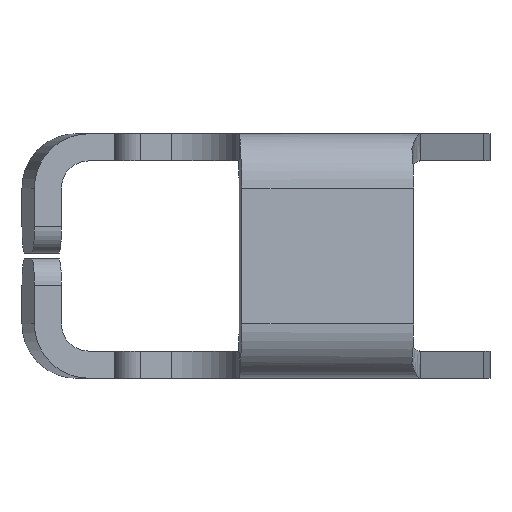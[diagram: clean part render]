
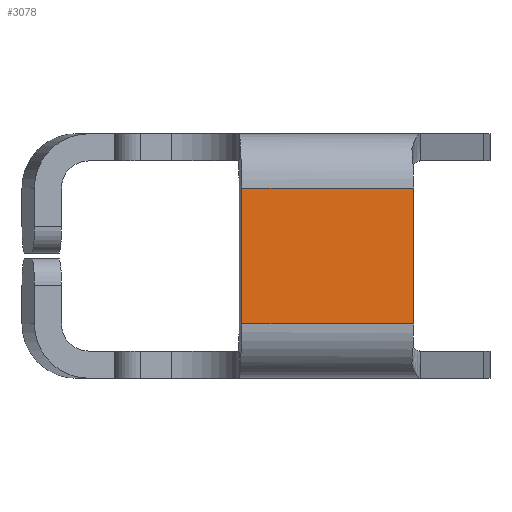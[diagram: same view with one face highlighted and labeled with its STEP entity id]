
A CAD part, front view. The second image highlights one B-rep face of the part: STEP entity #3078.
In plain terms, the highlighted planar face has unit normal (0.099, -0.995, 0).
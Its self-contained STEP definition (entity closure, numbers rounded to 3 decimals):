
#1491 = PLANE('',#1492);
#1492 = AXIS2_PLACEMENT_3D('',#1493,#1494,#1495);
#1493 = CARTESIAN_POINT('',(392.179,810.948,
    364.993));
#1494 = DIRECTION('',(0.995,0.099,
    0.));
#1495 = DIRECTION('',(-0.099,0.995,
    0.));
#1550 = PLANE('',#1551);
#1551 = AXIS2_PLACEMENT_3D('',#1552,#1553,#1554);
#1552 = CARTESIAN_POINT('',(404.821,812.203,
    364.993));
#1553 = DIRECTION('',(0.995,0.099,
    0.));
#1554 = DIRECTION('',(-0.099,0.995,
    0.));
#2032 = CYLINDRICAL_SURFACE('',#2033,4.);
#2033 = AXIS2_PLACEMENT_3D('',#2034,#2035,#2036);
#2034 = CARTESIAN_POINT('',(392.377,810.968,
    364.993));
#2035 = DIRECTION('',(0.995,0.099,
    0.));
#2036 = DIRECTION('',(-0.099,0.995,
    0.));
#2565 = EDGE_CURVE('',#2566,#2568,#2570,.T.);
#2566 = VERTEX_POINT('',#2567);
#2567 = CARTESIAN_POINT('',(392.574,806.968,
    364.993));
#2568 = VERTEX_POINT('',#2569);
#2569 = CARTESIAN_POINT('',(405.216,808.222,
    364.993));
#2570 = SURFACE_CURVE('',#2571,(#2575,#2582),.PCURVE_S1.);
#2571 = LINE('',#2572,#2573);
#2572 = CARTESIAN_POINT('',(392.772,806.987,
    364.993));
#2573 = VECTOR('',#2574,1.);
#2574 = DIRECTION('',(0.995,0.099,
    0.));
#2575 = PCURVE('',#2032,#2576);
#2576 = DEFINITIONAL_REPRESENTATION('',(#2577),#2581);
#2577 = LINE('',#2578,#2579);
#2578 = CARTESIAN_POINT('',(3.142,0.));
#2579 = VECTOR('',#2580,1.);
#2580 = DIRECTION('',(0.,1.));
#2581 = ( GEOMETRIC_REPRESENTATION_CONTEXT(2) 
PARAMETRIC_REPRESENTATION_CONTEXT() REPRESENTATION_CONTEXT('2D SPACE',''
  ) );
#2582 = PCURVE('',#2583,#2588);
#2583 = PLANE('',#2584);
#2584 = AXIS2_PLACEMENT_3D('',#2585,#2586,#2587);
#2585 = CARTESIAN_POINT('',(405.216,808.222,
    352.993));
#2586 = DIRECTION('',(-0.099,0.995,
    0.));
#2587 = DIRECTION('',(-0.995,-0.099,
    0.));
#2588 = DEFINITIONAL_REPRESENTATION('',(#2589),#2593);
#2589 = LINE('',#2590,#2591);
#2590 = CARTESIAN_POINT('',(12.505,12.));
#2591 = VECTOR('',#2592,1.);
#2592 = DIRECTION('',(-1.,0.));
#2593 = ( GEOMETRIC_REPRESENTATION_CONTEXT(2) 
PARAMETRIC_REPRESENTATION_CONTEXT() REPRESENTATION_CONTEXT('2D SPACE',''
  ) );
#2732 = VERTEX_POINT('',#2733);
#2733 = CARTESIAN_POINT('',(392.574,806.968,
    354.993));
#2748 = CYLINDRICAL_SURFACE('',#2749,4.);
#2749 = AXIS2_PLACEMENT_3D('',#2750,#2751,#2752);
#2750 = CARTESIAN_POINT('',(392.179,810.948,
    354.993));
#2751 = DIRECTION('',(0.995,0.099,
    0.));
#2752 = DIRECTION('',(-0.099,0.995,
    0.));
#2760 = EDGE_CURVE('',#2566,#2732,#2761,.T.);
#2761 = SURFACE_CURVE('',#2762,(#2766,#2773),.PCURVE_S1.);
#2762 = LINE('',#2763,#2764);
#2763 = CARTESIAN_POINT('',(392.574,806.968,
    364.993));
#2764 = VECTOR('',#2765,1.);
#2765 = DIRECTION('',(0.,0.,-1.));
#2766 = PCURVE('',#1491,#2767);
#2767 = DEFINITIONAL_REPRESENTATION('',(#2768),#2772);
#2768 = LINE('',#2769,#2770);
#2769 = CARTESIAN_POINT('',(-4.,0.));
#2770 = VECTOR('',#2771,1.);
#2771 = DIRECTION('',(0.,-1.));
#2772 = ( GEOMETRIC_REPRESENTATION_CONTEXT(2) 
PARAMETRIC_REPRESENTATION_CONTEXT() REPRESENTATION_CONTEXT('2D SPACE',''
  ) );
#2773 = PCURVE('',#2583,#2774);
#2774 = DEFINITIONAL_REPRESENTATION('',(#2775),#2779);
#2775 = LINE('',#2776,#2777);
#2776 = CARTESIAN_POINT('',(12.704,12.));
#2777 = VECTOR('',#2778,1.);
#2778 = DIRECTION('',(0.,-1.));
#2779 = ( GEOMETRIC_REPRESENTATION_CONTEXT(2) 
PARAMETRIC_REPRESENTATION_CONTEXT() REPRESENTATION_CONTEXT('2D SPACE',''
  ) );
#2790 = EDGE_CURVE('',#2568,#2791,#2793,.T.);
#2791 = VERTEX_POINT('',#2792);
#2792 = CARTESIAN_POINT('',(405.216,808.222,
    354.993));
#2793 = SURFACE_CURVE('',#2794,(#2798,#2805),.PCURVE_S1.);
#2794 = LINE('',#2795,#2796);
#2795 = CARTESIAN_POINT('',(405.216,808.222,
    364.993));
#2796 = VECTOR('',#2797,1.);
#2797 = DIRECTION('',(0.,0.,-1.));
#2798 = PCURVE('',#1550,#2799);
#2799 = DEFINITIONAL_REPRESENTATION('',(#2800),#2804);
#2800 = LINE('',#2801,#2802);
#2801 = CARTESIAN_POINT('',(-4.,0.));
#2802 = VECTOR('',#2803,1.);
#2803 = DIRECTION('',(0.,-1.));
#2804 = ( GEOMETRIC_REPRESENTATION_CONTEXT(2) 
PARAMETRIC_REPRESENTATION_CONTEXT() REPRESENTATION_CONTEXT('2D SPACE',''
  ) );
#2805 = PCURVE('',#2583,#2806);
#2806 = DEFINITIONAL_REPRESENTATION('',(#2807),#2811);
#2807 = LINE('',#2808,#2809);
#2808 = CARTESIAN_POINT('',(0.,12.));
#2809 = VECTOR('',#2810,1.);
#2810 = DIRECTION('',(0.,-1.));
#2811 = ( GEOMETRIC_REPRESENTATION_CONTEXT(2) 
PARAMETRIC_REPRESENTATION_CONTEXT() REPRESENTATION_CONTEXT('2D SPACE',''
  ) );
#3078 = ADVANCED_FACE('',(#3079),#2583,.F.);
#3079 = FACE_BOUND('',#3080,.T.);
#3080 = EDGE_LOOP('',(#3081,#3102,#3103,#3104));
#3081 = ORIENTED_EDGE('',*,*,#3082,.F.);
#3082 = EDGE_CURVE('',#2791,#2732,#3083,.T.);
#3083 = SURFACE_CURVE('',#3084,(#3088,#3095),.PCURVE_S1.);
#3084 = LINE('',#3085,#3086);
#3085 = CARTESIAN_POINT('',(405.216,808.222,
    354.993));
#3086 = VECTOR('',#3087,1.);
#3087 = DIRECTION('',(-0.995,-0.099,0.));
#3088 = PCURVE('',#2583,#3089);
#3089 = DEFINITIONAL_REPRESENTATION('',(#3090),#3094);
#3090 = LINE('',#3091,#3092);
#3091 = CARTESIAN_POINT('',(0.,2.));
#3092 = VECTOR('',#3093,1.);
#3093 = DIRECTION('',(1.,0.));
#3094 = ( GEOMETRIC_REPRESENTATION_CONTEXT(2) 
PARAMETRIC_REPRESENTATION_CONTEXT() REPRESENTATION_CONTEXT('2D SPACE',''
  ) );
#3095 = PCURVE('',#2748,#3096);
#3096 = DEFINITIONAL_REPRESENTATION('',(#3097),#3101);
#3097 = LINE('',#3098,#3099);
#3098 = CARTESIAN_POINT('',(3.142,12.704));
#3099 = VECTOR('',#3100,1.);
#3100 = DIRECTION('',(0.,-1.));
#3101 = ( GEOMETRIC_REPRESENTATION_CONTEXT(2) 
PARAMETRIC_REPRESENTATION_CONTEXT() REPRESENTATION_CONTEXT('2D SPACE',''
  ) );
#3102 = ORIENTED_EDGE('',*,*,#2790,.F.);
#3103 = ORIENTED_EDGE('',*,*,#2565,.F.);
#3104 = ORIENTED_EDGE('',*,*,#2760,.T.);
